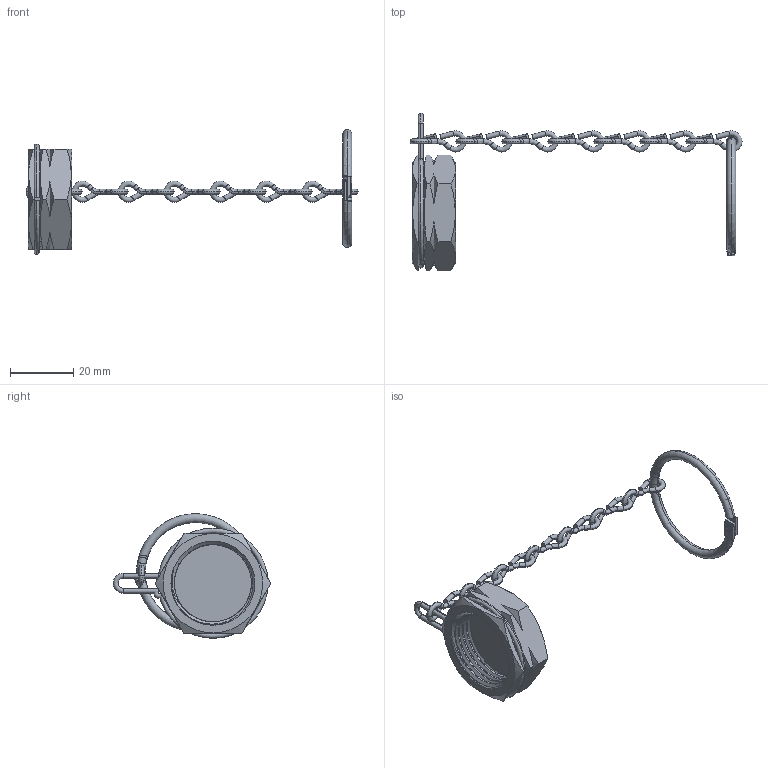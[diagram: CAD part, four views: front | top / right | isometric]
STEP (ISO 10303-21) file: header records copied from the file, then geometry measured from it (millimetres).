
FILE_DESCRIPTION (( 'STEP AP203' ), '1' );
FILE_NAME ('CAP-67SS-TCR.STEP', '2025-08-22T17:20:06', ( '' ), ( '' ), 'SwSTEP 2.0', 'SolidWorks 2018', '' );
FILE_SCHEMA (( 'CONFIG_CONTROL_DESIGN' ));
Length unit declared in the file: inch
Products named in the file (9): PRT-002255_SMALL PIN; PRT-002245_RING-1.187D HALF; PRT-000375; PRT-002239_STAINLESS; PRT-000965; PRT-002285; ASY-000291; ASY-000211_Straight Chain; CAP-67SS-TCR
Assembly tree (15 placements, depth 3):
  CAP-67SS-TCR
    PRT-000965
    ASY-000211_Straight Chain
      PRT-002239_STAINLESS  x7
    PRT-002285
    ASY-000291
      PRT-002245_RING-1.187D HALF  x2
      PRT-002255_SMALL PIN
    PRT-000375
Bounding box: 105.14 x 49.92 x 39.5 mm (x, y, z)
Volume: 9097.2 mm3; surface area: 8893.4 mm2
Topology: 13 solids, 13 shells, 316 faces, 812 edges, 510 vertices
Faces by surface type: cylinder 117, torus 68, plane 56, bspline 39, cone 20, sphere 16
Entity records: 9008 total; most frequent: CARTESIAN_POINT 4236, ORIENTED_EDGE 842, DIRECTION 668, EDGE_CURVE 421, VERTEX_POINT 289, AXIS2_PLACEMENT_3D 285, B_SPLINE_CURVE_WITH_KNOTS 190, EDGE_LOOP 154
